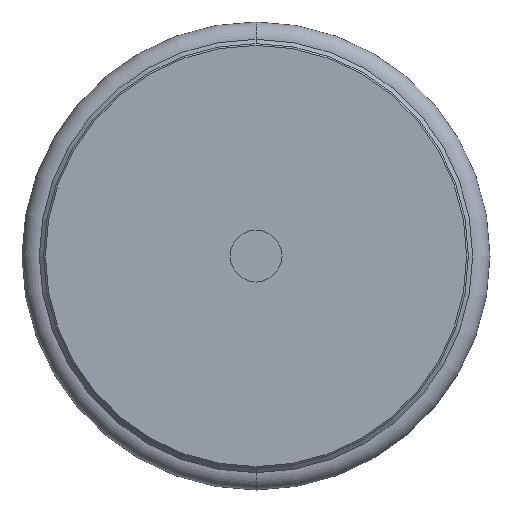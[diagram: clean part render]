
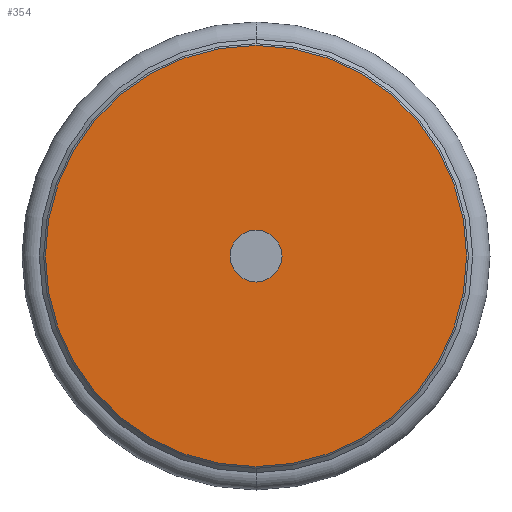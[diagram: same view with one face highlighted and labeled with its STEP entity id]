
A CAD part, front view. The second image highlights one B-rep face of the part: STEP entity #354.
In plain terms, the highlighted face is planar.
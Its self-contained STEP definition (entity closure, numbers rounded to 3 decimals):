
#2 = CARTESIAN_POINT ( 'NONE',  ( 0., 3., 0. ) ) ;
#5 = DIRECTION ( 'NONE',  ( 0., 0., 1. ) ) ;
#25 = AXIS2_PLACEMENT_3D ( 'NONE', #285, #138, #5 ) ;
#27 = DIRECTION ( 'NONE',  ( 0., 1., 0. ) ) ;
#30 = CIRCLE ( 'NONE', #1464, 24.3 ) ;
#63 = PLANE ( 'NONE',  #1549 ) ;
#138 = DIRECTION ( 'NONE',  ( 0., 1., 0. ) ) ;
#157 = CIRCLE ( 'NONE', #1317, 24.3 ) ;
#189 = EDGE_LOOP ( 'NONE', ( #1205, #825 ) ) ;
#195 = DIRECTION ( 'NONE',  ( 0., 1., 0. ) ) ;
#225 = CARTESIAN_POINT ( 'NONE',  ( 0., 3., 0. ) ) ;
#285 = CARTESIAN_POINT ( 'NONE',  ( 0., 3., 0. ) ) ;
#290 = VERTEX_POINT ( 'NONE', #440 ) ;
#354 = ADVANCED_FACE ( 'NONE', ( #1072, #1391 ), #63, .T. ) ;
#381 = EDGE_CURVE ( 'NONE', #887, #290, #1349, .T. ) ;
#397 = EDGE_LOOP ( 'NONE', ( #1324, #1090 ) ) ;
#405 = AXIS2_PLACEMENT_3D ( 'NONE', #1107, #195, #1640 ) ;
#440 = CARTESIAN_POINT ( 'NONE',  ( 0., 3., 3. ) ) ;
#539 = DIRECTION ( 'NONE',  ( 0., 0., 1. ) ) ;
#634 = CARTESIAN_POINT ( 'NONE',  ( 0., 3., -24.3 ) ) ;
#699 = EDGE_CURVE ( 'NONE', #1606, #963, #30, .T. ) ;
#716 = CARTESIAN_POINT ( 'NONE',  ( 0., 3., -24.5 ) ) ;
#736 = EDGE_CURVE ( 'NONE', #290, #887, #1242, .T. ) ;
#752 = DIRECTION ( 'NONE',  ( 0., 1., 0. ) ) ;
#825 = ORIENTED_EDGE ( 'NONE', *, *, #699, .T. ) ;
#846 = DIRECTION ( 'NONE',  ( 0., 0., 1. ) ) ;
#870 = DIRECTION ( 'NONE',  ( 0., 1., 0. ) ) ;
#887 = VERTEX_POINT ( 'NONE', #1270 ) ;
#963 = VERTEX_POINT ( 'NONE', #634 ) ;
#1072 = FACE_BOUND ( 'NONE', #397, .T. ) ;
#1090 = ORIENTED_EDGE ( 'NONE', *, *, #381, .F. ) ;
#1107 = CARTESIAN_POINT ( 'NONE',  ( 0., 3., 0. ) ) ;
#1159 = CARTESIAN_POINT ( 'NONE',  ( 0., 3., 24.3 ) ) ;
#1205 = ORIENTED_EDGE ( 'NONE', *, *, #1488, .T. ) ;
#1242 = CIRCLE ( 'NONE', #25, 3. ) ;
#1270 = CARTESIAN_POINT ( 'NONE',  ( 0., 3., -3. ) ) ;
#1317 = AXIS2_PLACEMENT_3D ( 'NONE', #225, #752, #1533 ) ;
#1324 = ORIENTED_EDGE ( 'NONE', *, *, #736, .F. ) ;
#1349 = CIRCLE ( 'NONE', #405, 3. ) ;
#1391 = FACE_OUTER_BOUND ( 'NONE', #189, .T. ) ;
#1464 = AXIS2_PLACEMENT_3D ( 'NONE', #2, #27, #539 ) ;
#1488 = EDGE_CURVE ( 'NONE', #963, #1606, #157, .T. ) ;
#1533 = DIRECTION ( 'NONE',  ( 0., 0., 1. ) ) ;
#1549 = AXIS2_PLACEMENT_3D ( 'NONE', #716, #870, #846 ) ;
#1606 = VERTEX_POINT ( 'NONE', #1159 ) ;
#1640 = DIRECTION ( 'NONE',  ( 0., 0., 1. ) ) ;
